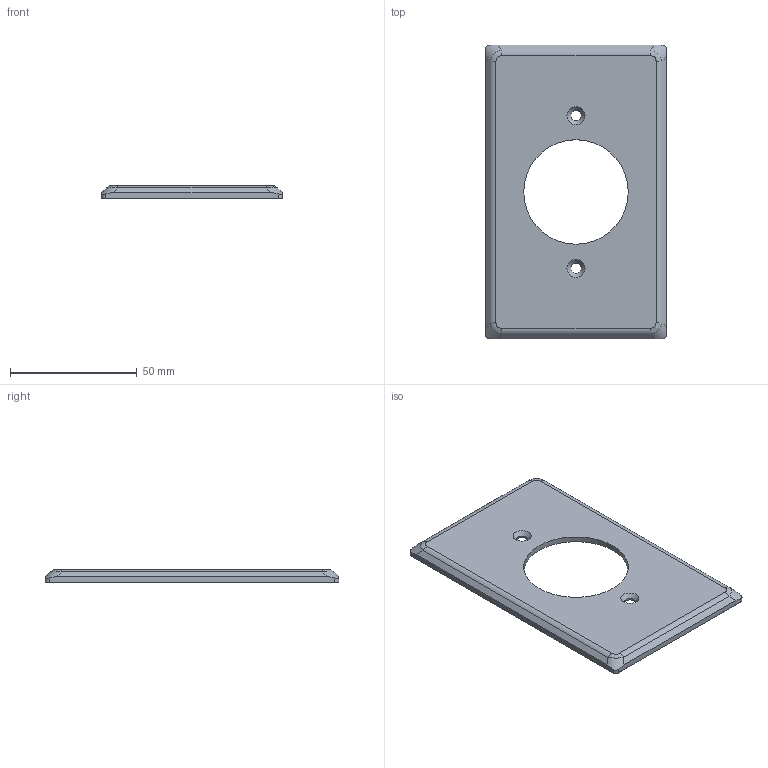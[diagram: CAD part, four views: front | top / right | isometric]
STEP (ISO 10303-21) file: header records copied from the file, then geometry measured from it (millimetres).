
FILE_DESCRIPTION(/* description */ ('COVER FOR ROUND RECEPTACLE'),/* implementation_level */ '2;1');
FILE_NAME(/* name */ '07804-6.ipt.stp',/* time_stamp */ '2020-11-10T19:51:52+05:00',/* author */ ('kr'),/* organization */ (''),/* preprocessor_version */ 'ST-DEVELOPER v18',/* originating_system */ 'Autodesk Inventor 2020',/* authorisation */ '');
FILE_SCHEMA (('AUTOMOTIVE_DESIGN { 1 0 10303 214 3 1 1 }'));
Length unit declared in the file: inch
Products named in the file (1): 1FG
Bounding box: 71.44 x 115.87 x 5.08 mm (x, y, z)
Volume: 17204.7 mm3; surface area: 16338.6 mm2
Topology: 1 solids, 1 shells, 720 faces, 1944 edges, 1293 vertices
Faces by surface type: plane 452, bspline 188, cylinder 78, cone 2
Full cylindrical faces by diameter (mm): 1.181 x1, 1.41 x1, 4.191 x2, 10.35 x1, 12.7 x1, 41.275 x1
Entity records: 24114 total; most frequent: CARTESIAN_POINT 7050, ORIENTED_EDGE 3888, DIRECTION 2817, EDGE_CURVE 1944, LINE 1401, VECTOR 1401, VERTEX_POINT 1293, EDGE_LOOP 793
